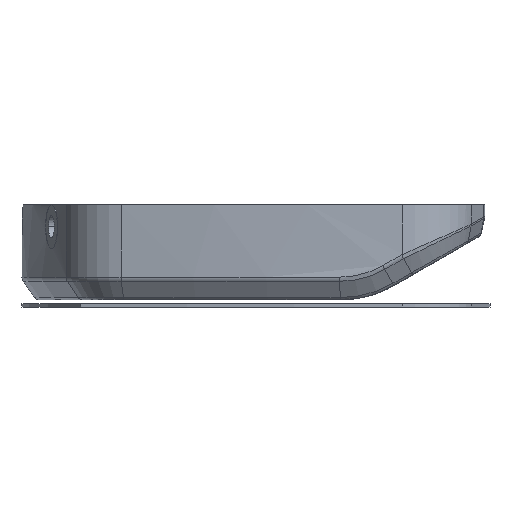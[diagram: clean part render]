
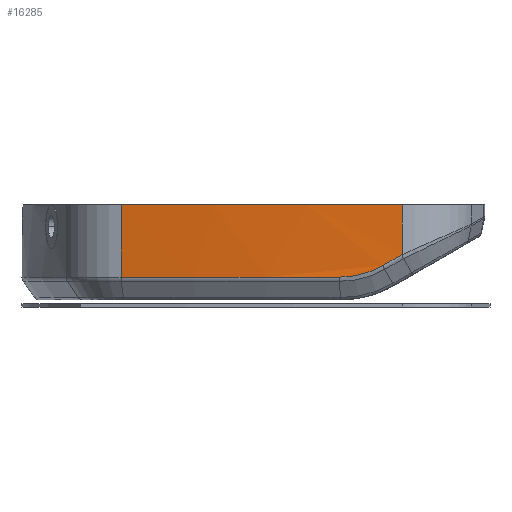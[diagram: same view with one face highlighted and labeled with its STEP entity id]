
A CAD part, left-side view. The second image highlights one B-rep face of the part: STEP entity #16285.
In plain terms, the highlighted cylindrical face has radius 391.388 mm (diameter 782.775 mm), a partial arc.
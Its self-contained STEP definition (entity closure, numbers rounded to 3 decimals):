
#7 = CARTESIAN_POINT ( 'NONE',  ( -92.782, -32.891, 6.558 ) ) ;
#223 = VECTOR ( 'NONE', #1243, 1000. ) ;
#293 = FACE_OUTER_BOUND ( 'NONE', #16063, .T. ) ;
#710 = ORIENTED_EDGE ( 'NONE', *, *, #6487, .T. ) ;
#1086 = CARTESIAN_POINT ( 'NONE',  ( -92.962, -40.552, 9.341 ) ) ;
#1201 = CARTESIAN_POINT ( 'NONE',  ( 298.388, -46., 33. ) ) ;
#1243 = DIRECTION ( 'NONE',  ( 0., 0., -1. ) ) ;
#1333 = CARTESIAN_POINT ( 'NONE',  ( -93., -46., 12.449 ) ) ;
#1336 = CIRCLE ( 'NONE', #8445, 391.388 ) ;
#1390 = CARTESIAN_POINT ( 'NONE',  ( -85.364, 30.935, 33. ) ) ;
#1663 = CARTESIAN_POINT ( 'NONE',  ( -93., -45.725, 12.292 ) ) ;
#1743 = CARTESIAN_POINT ( 'NONE',  ( -92.993, -43.569, 11.062 ) ) ;
#1826 = CARTESIAN_POINT ( 'NONE',  ( -92.962, -40.552, 9.341 ) ) ;
#1912 = CARTESIAN_POINT ( 'NONE',  ( -92.983, -42.276, 10.324 ) ) ;
#1990 = CARTESIAN_POINT ( 'NONE',  ( -92.986, -42.707, 10.57 ) ) ;
#2163 = CARTESIAN_POINT ( 'NONE',  ( 298.388, -46., 26. ) ) ;
#3146 = CARTESIAN_POINT ( 'NONE',  ( -93., -46., 12.449 ) ) ;
#3148 = VERTEX_POINT ( 'NONE', #1333 ) ;
#3351 = EDGE_CURVE ( 'NONE', #5493, #3148, #7781, .T. ) ;
#3627 = CARTESIAN_POINT ( 'NONE',  ( -85.364, 30.935, 6.225 ) ) ;
#3662 = ORIENTED_EDGE ( 'NONE', *, *, #3351, .T. ) ;
#3860 = LINE ( 'NONE', #1390, #15864 ) ;
#4346 = EDGE_CURVE ( 'NONE', #15734, #10505, #3860, .T. ) ;
#4383 = CARTESIAN_POINT ( 'NONE',  ( -92.999, -44.863, 11.8 ) ) ;
#4386 = DIRECTION ( 'NONE',  ( 0., 0., 1. ) ) ;
#5493 = VERTEX_POINT ( 'NONE', #7431 ) ;
#5669 = EDGE_CURVE ( 'NONE', #10505, #7059, #1336, .T. ) ;
#5704 = DIRECTION ( 'NONE',  ( -1., 0., 0. ) ) ;
#5734 = CARTESIAN_POINT ( 'NONE',  ( -93., -46., 33. ) ) ;
#6041 = CARTESIAN_POINT ( 'NONE',  ( -92.95, -39.661, 8.832 ) ) ;
#6187 = ORIENTED_EDGE ( 'NONE', *, *, #4346, .T. ) ;
#6478 = CARTESIAN_POINT ( 'NONE',  ( -93., -46., 26. ) ) ;
#6487 = EDGE_CURVE ( 'NONE', #7059, #5493, #9747, .T. ) ;
#6684 = CARTESIAN_POINT ( 'NONE',  ( -93., -45.816, 12.344 ) ) ;
#6938 = CARTESIAN_POINT ( 'NONE',  ( -92.99, -43.138, 10.816 ) ) ;
#7023 = CARTESIAN_POINT ( 'NONE',  ( -92.997, -44.431, 11.554 ) ) ;
#7029 = DIRECTION ( 'NONE',  ( 1., 0., 0. ) ) ;
#7059 = VERTEX_POINT ( 'NONE', #14134 ) ;
#7354 = CARTESIAN_POINT ( 'NONE',  ( -92.934, -38.742, 8.384 ) ) ;
#7431 = CARTESIAN_POINT ( 'NONE',  ( -92.962, -40.552, 9.341 ) ) ;
#7514 = CARTESIAN_POINT ( 'NONE',  ( -92.894, -36.848, 7.608 ) ) ;
#7781 = B_SPLINE_CURVE_WITH_KNOTS ( 'NONE', 3,
 ( #1826, #13324, #14488, #13074, #1912, #1990, #6938, #1743, #11905, #7023, #4383, #9413, #1663, #6684, #12075, #3146 ),
 .UNSPECIFIED., .F., .F.,
 ( 4, 3, 3, 3, 3, 4 ),
 ( 0., 0.001, 0.003, 0.004, 0.006, 0.006 ),
 .UNSPECIFIED. ) ;
#7828 = AXIS2_PLACEMENT_3D ( 'NONE', #2163, #12081, #7029 ) ;
#8145 = ORIENTED_EDGE ( 'NONE', *, *, #5669, .T. ) ;
#8445 = AXIS2_PLACEMENT_3D ( 'NONE', #15817, #4386, #5704 ) ;
#8761 = CARTESIAN_POINT ( 'NONE',  ( -92.623, -28.827, 6.225 ) ) ;
#8796 = DIRECTION ( 'NONE',  ( 0., 0., -1. ) ) ;
#9413 = CARTESIAN_POINT ( 'NONE',  ( -93., -45.294, 12.046 ) ) ;
#9747 = B_SPLINE_CURVE_WITH_KNOTS ( 'NONE', 3,
 ( #8761, #16068, #14903, #7, #9765, #9922, #7514, #7354, #6041, #1086 ),
 .UNSPECIFIED., .F., .F.,
 ( 4, 2, 2, 2, 4 ),
 ( 0., 0.003, 0.006, 0.009, 0.012 ),
 .UNSPECIFIED. ) ;
#9765 = CARTESIAN_POINT ( 'NONE',  ( -92.814, -33.898, 6.757 ) ) ;
#9922 = CARTESIAN_POINT ( 'NONE',  ( -92.87, -35.875, 7.281 ) ) ;
#10398 = EDGE_CURVE ( 'NONE', #15734, #16240, #16302, .T. ) ;
#10505 = VERTEX_POINT ( 'NONE', #3627 ) ;
#11073 = CARTESIAN_POINT ( 'NONE',  ( -85.364, 30.935, 26. ) ) ;
#11468 = DIRECTION ( 'NONE',  ( 0., 0., -1. ) ) ;
#11905 = CARTESIAN_POINT ( 'NONE',  ( -92.995, -44., 11.308 ) ) ;
#12075 = CARTESIAN_POINT ( 'NONE',  ( -93., -45.908, 12.396 ) ) ;
#12081 = DIRECTION ( 'NONE',  ( 0., 0., 1. ) ) ;
#12625 = ORIENTED_EDGE ( 'NONE', *, *, #10398, .F. ) ;
#12725 = AXIS2_PLACEMENT_3D ( 'NONE', #1201, #8796, #15265 ) ;
#13074 = CARTESIAN_POINT ( 'NONE',  ( -92.978, -41.845, 10.078 ) ) ;
#13324 = CARTESIAN_POINT ( 'NONE',  ( -92.968, -40.983, 9.587 ) ) ;
#13983 = ORIENTED_EDGE ( 'NONE', *, *, #15385, .F. ) ;
#14134 = CARTESIAN_POINT ( 'NONE',  ( -92.623, -28.827, 6.225 ) ) ;
#14488 = CARTESIAN_POINT ( 'NONE',  ( -92.973, -41.414, 9.833 ) ) ;
#14761 = LINE ( 'NONE', #5734, #223 ) ;
#14903 = CARTESIAN_POINT ( 'NONE',  ( -92.709, -30.869, 6.294 ) ) ;
#15265 = DIRECTION ( 'NONE',  ( 1., 0., 0. ) ) ;
#15385 = EDGE_CURVE ( 'NONE', #16240, #3148, #14761, .T. ) ;
#15429 = CYLINDRICAL_SURFACE ( 'NONE', #12725, 391.388 ) ;
#15734 = VERTEX_POINT ( 'NONE', #11073 ) ;
#15817 = CARTESIAN_POINT ( 'NONE',  ( 298.388, -46., 6.225 ) ) ;
#15864 = VECTOR ( 'NONE', #11468, 1000. ) ;
#16063 = EDGE_LOOP ( 'NONE', ( #710, #3662, #13983, #12625, #6187, #8145 ) ) ;
#16068 = CARTESIAN_POINT ( 'NONE',  ( -92.668, -29.851, 6.227 ) ) ;
#16240 = VERTEX_POINT ( 'NONE', #6478 ) ;
#16285 = ADVANCED_FACE ( 'NONE', ( #293 ), #15429, .T. ) ;
#16302 = CIRCLE ( 'NONE', #7828, 391.388 ) ;
